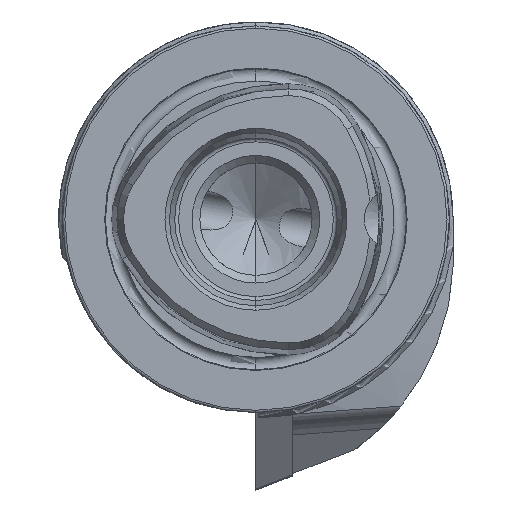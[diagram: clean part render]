
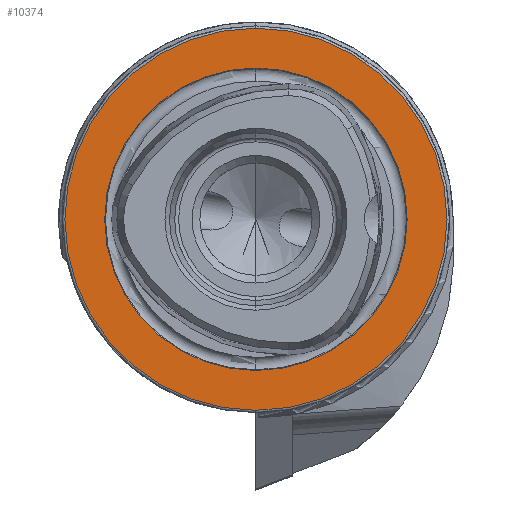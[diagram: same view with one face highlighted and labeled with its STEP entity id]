
A CAD part, left-side view. The second image highlights one B-rep face of the part: STEP entity #10374.
In plain terms, the highlighted planar face has unit normal (-1, 0, 0).
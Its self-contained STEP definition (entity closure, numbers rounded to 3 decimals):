
#54 = VERTEX_POINT ( 'NONE', #14990 ) ;
#101 = DIRECTION ( 'NONE',  ( 0., 0., 1. ) ) ;
#522 = DIRECTION ( 'NONE',  ( -1., 0., 0. ) ) ;
#570 = VERTEX_POINT ( 'NONE', #16322 ) ;
#827 = CARTESIAN_POINT ( 'NONE',  ( 0., 0., -19.55 ) ) ;
#1680 = ORIENTED_EDGE ( 'NONE', *, *, #5340, .T. ) ;
#2727 = DIRECTION ( 'NONE',  ( 1., 0., 0. ) ) ;
#3070 = EDGE_LOOP ( 'NONE', ( #9818, #19055 ) ) ;
#3832 = AXIS2_PLACEMENT_3D ( 'NONE', #15143, #13373, #101 ) ;
#5340 = EDGE_CURVE ( 'NONE', #54, #17039, #6818, .T. ) ;
#6360 = CIRCLE ( 'NONE', #9177, 19.55 ) ;
#6455 = VERTEX_POINT ( 'NONE', #827 ) ;
#6457 = DIRECTION ( 'NONE',  ( 0., 0., 1. ) ) ;
#6578 = CIRCLE ( 'NONE', #9095, 24.7 ) ;
#6818 = CIRCLE ( 'NONE', #15254, 24.7 ) ;
#8055 = EDGE_CURVE ( 'NONE', #6455, #570, #15348, .T. ) ;
#8846 = EDGE_CURVE ( 'NONE', #17039, #54, #6578, .T. ) ;
#9095 = AXIS2_PLACEMENT_3D ( 'NONE', #14162, #522, #6457 ) ;
#9177 = AXIS2_PLACEMENT_3D ( 'NONE', #16839, #12648, #15395 ) ;
#9818 = ORIENTED_EDGE ( 'NONE', *, *, #14122, .F. ) ;
#10146 = FACE_BOUND ( 'NONE', #3070, .T. ) ;
#10374 = ADVANCED_FACE ( 'NONE', ( #10146, #13048 ), #12854, .F. ) ;
#11458 = DIRECTION ( 'NONE',  ( -1., 0., 0. ) ) ;
#11483 = CARTESIAN_POINT ( 'NONE',  ( 0., 19.55, 0. ) ) ;
#12648 = DIRECTION ( 'NONE',  ( -1., 0., 0. ) ) ;
#12854 = PLANE ( 'NONE',  #14829 ) ;
#12927 = CARTESIAN_POINT ( 'NONE',  ( 0., 0., 0. ) ) ;
#13048 = FACE_OUTER_BOUND ( 'NONE', #16003, .T. ) ;
#13373 = DIRECTION ( 'NONE',  ( -1., 0., 0. ) ) ;
#14122 = EDGE_CURVE ( 'NONE', #570, #6455, #6360, .T. ) ;
#14162 = CARTESIAN_POINT ( 'NONE',  ( 0., 0., 0. ) ) ;
#14829 = AXIS2_PLACEMENT_3D ( 'NONE', #11483, #2727, #17440 ) ;
#14990 = CARTESIAN_POINT ( 'NONE',  ( 0., 0., -24.7 ) ) ;
#15143 = CARTESIAN_POINT ( 'NONE',  ( 0., 0., 0. ) ) ;
#15254 = AXIS2_PLACEMENT_3D ( 'NONE', #12927, #11458, #17414 ) ;
#15348 = CIRCLE ( 'NONE', #3832, 19.55 ) ;
#15395 = DIRECTION ( 'NONE',  ( 0., 0., 1. ) ) ;
#16003 = EDGE_LOOP ( 'NONE', ( #16385, #1680 ) ) ;
#16322 = CARTESIAN_POINT ( 'NONE',  ( 0., 0., 19.55 ) ) ;
#16385 = ORIENTED_EDGE ( 'NONE', *, *, #8846, .T. ) ;
#16839 = CARTESIAN_POINT ( 'NONE',  ( 0., 0., 0. ) ) ;
#17039 = VERTEX_POINT ( 'NONE', #18462 ) ;
#17414 = DIRECTION ( 'NONE',  ( 0., 0., 1. ) ) ;
#17440 = DIRECTION ( 'NONE',  ( 0., 0., -1. ) ) ;
#18462 = CARTESIAN_POINT ( 'NONE',  ( 0., 0., 24.7 ) ) ;
#19055 = ORIENTED_EDGE ( 'NONE', *, *, #8055, .F. ) ;
